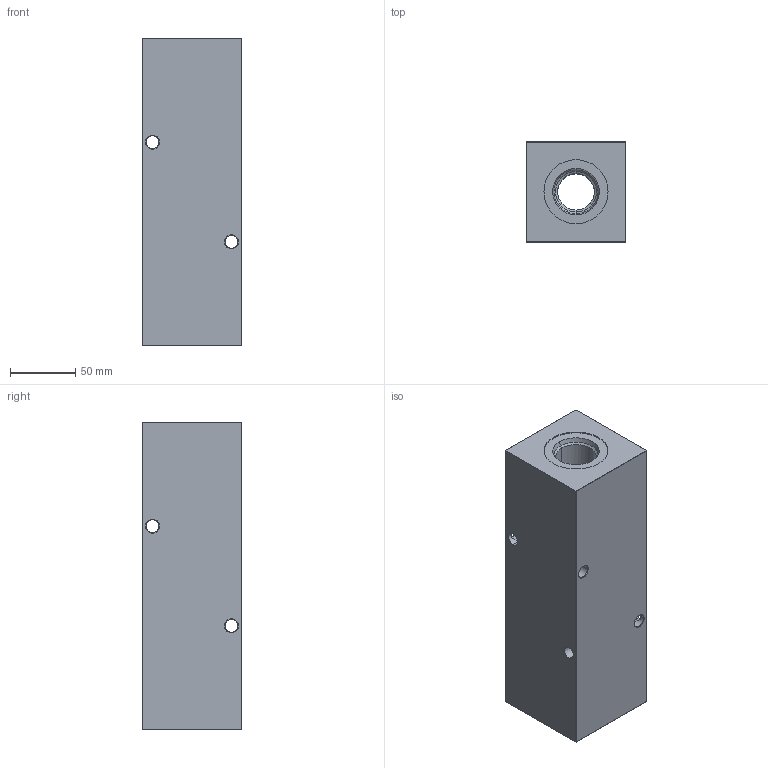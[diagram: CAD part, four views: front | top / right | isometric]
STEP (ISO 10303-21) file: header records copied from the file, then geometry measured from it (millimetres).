
FILE_DESCRIPTION (( 'STEP AP203' ), '1' );
FILE_NAME ('HM-3-0-S-16-8.STEP', '2020-10-27T20:16:42', ( '' ), ( '' ), 'SwSTEP 2.0', 'SolidWorks 2019', '' );
FILE_SCHEMA (( 'CONFIG_CONTROL_DESIGN' ));
Length unit declared in the file: inch
Products named in the file (1): HM-3-0-S-16-8
Bounding box: 76.2 x 76.2 x 234.95 mm (x, y, z)
Volume: 1168931.3 mm3; surface area: 113504.7 mm2
Topology: 1 solids, 1 shells, 527 faces, 1360 edges, 878 vertices
Faces by surface type: plane 229, bspline 208, cone 46, cylinder 44
Entity records: 26121 total; most frequent: CARTESIAN_POINT 14602, ORIENTED_EDGE 2720, DIRECTION 1664, EDGE_CURVE 1360, VERTEX_POINT 878, VECTOR 808, LINE 808, EDGE_LOOP 590
